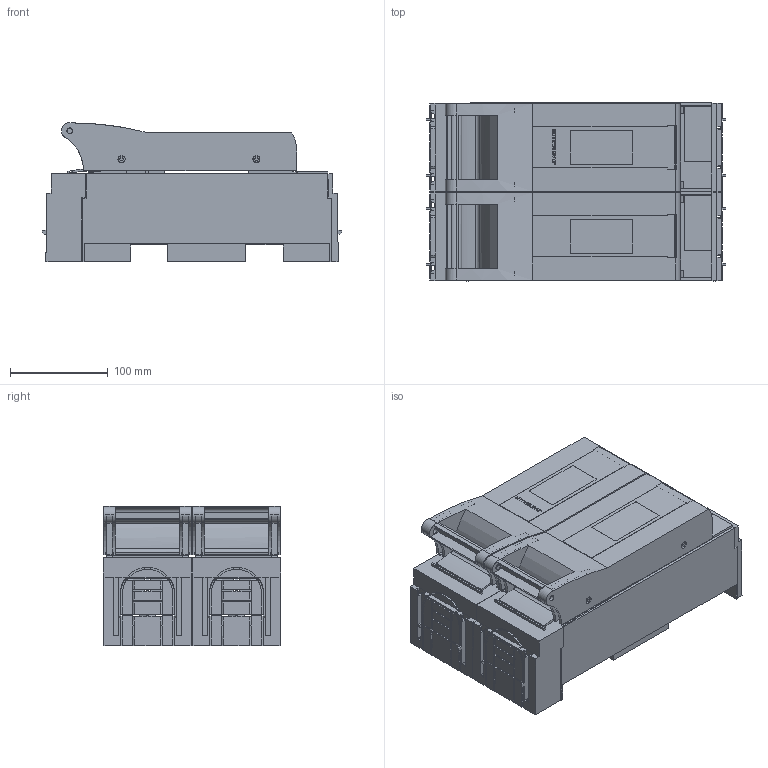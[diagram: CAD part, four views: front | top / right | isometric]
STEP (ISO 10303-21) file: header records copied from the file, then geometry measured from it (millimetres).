
FILE_DESCRIPTION(('CATIA V5 STEP'),'2;1');
FILE_NAME('T300112000_L_NH-Sicherungslasttrennschalter-KETO-3-2_F.stp','2017-02-22T14:11:35+00:00',('none'),('Jean Müller GmbH'),'CATIA Version 5 Release 19 SP 9 (IN-10)','CATIA V5 STEP AP214','none');
FILE_SCHEMA(('AUTOMOTIVE_DESIGN { 1 0 10303 214 1 1 1 1 }'));
Length unit declared in the file: millimetre
Products named in the file (15): T300112000_L_NH-Sicherungslasttrennschalter KETO-3-2/F; 34240_L_KETO-Trennergehaeuse Gr3_1-polig; 158641_01_L_Anschlusslasche Gr.3; 34205_L_Frontplatte Gr3_1-polig; 34241_L_KETO-Schutzabdeckung oben Gr3-1-polig; 65746_Sechskantschraube M10x25; 66903_Spannscheibe DIN6796 -10; 34242_L_KETO Schutzabdeckung unten Gr3_1-polig; 34208_L01_Scheibe Gr1; 34208_L_Scheibe Gr.1; 31916_Verbindungsclip; 85916_Rastniet; 68366_Zylinderstift ISO 8734 - 5x22 - A - St; 68369_Zylinderstift ISO 8734 - 6x26 - A - St; 66113_Sechskantmutter DIN934_M10
Assembly tree (35 placements, depth 2):
  T300112000_L_NH-Sicherungslasttrennschalter KETO-3-2/F
    34240_L_KETO-Trennergehaeuse Gr3_1-polig  x2
    158641_01_L_Anschlusslasche Gr.3  x4
    34205_L_Frontplatte Gr3_1-polig  x2
    34241_L_KETO-Schutzabdeckung oben Gr3-1-polig  x2
    65746_Sechskantschraube M10x25  x4
    66903_Spannscheibe DIN6796 -10  x4
    34242_L_KETO Schutzabdeckung unten Gr3_1-polig  x2
    34208_L01_Scheibe Gr1
    34208_L_Scheibe Gr.1
    31916_Verbindungsclip  x2
    85916_Rastniet  x4
    68366_Zylinderstift ISO 8734 - 5x22 - A - St  x2
    68369_Zylinderstift ISO 8734 - 6x26 - A - St
    66113_Sechskantmutter DIN934_M10  x4
Bounding box: 306.73 x 182 x 142.3 mm (x, y, z)
Volume: 2410328.9 mm3; surface area: 893958.3 mm2
Topology: 35 solids, 35 shells, 2976 faces, 8620 edges, 5650 vertices
Faces by surface type: plane 2376, cylinder 420, cone 124, torus 32, sphere 16, bspline 8
Entity records: 43879 total; most frequent: CARTESIAN_POINT 8771, ORIENTED_EDGE 8116, DIRECTION 5736, EDGE_CURVE 4058, VECTOR 3402, LINE 3402, VERTEX_POINT 2695, EDGE_LOOP 1481
